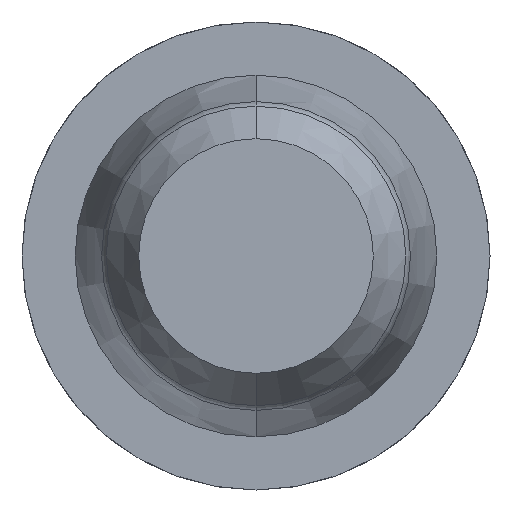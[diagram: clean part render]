
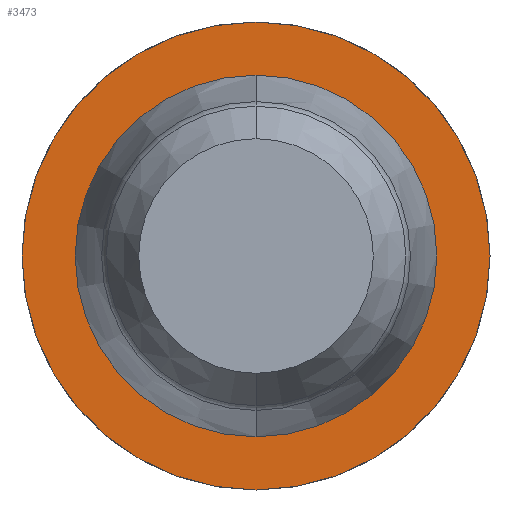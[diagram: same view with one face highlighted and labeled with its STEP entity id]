
A CAD part, front view. The second image highlights one B-rep face of the part: STEP entity #3473.
In plain terms, the highlighted planar face has unit normal (0, -1, 0).
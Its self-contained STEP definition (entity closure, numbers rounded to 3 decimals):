
#152 = CIRCLE ( 'NONE', #2685, 1.25 ) ;
#386 = ORIENTED_EDGE ( 'NONE', *, *, #3261, .T. ) ;
#533 = CARTESIAN_POINT ( 'NONE',  ( 1.25, -9., 0. ) ) ;
#871 = EDGE_LOOP ( 'NONE', ( #2237, #386 ) ) ;
#879 = CARTESIAN_POINT ( 'NONE',  ( 0., -9., 0. ) ) ;
#916 = ORIENTED_EDGE ( 'NONE', *, *, #1607, .F. ) ;
#971 = AXIS2_PLACEMENT_3D ( 'NONE', #1852, #1013, #2194 ) ;
#1013 = DIRECTION ( 'NONE',  ( 0., 1., 0. ) ) ;
#1053 = CARTESIAN_POINT ( 'NONE',  ( 0., -9., -0.966 ) ) ;
#1096 = CARTESIAN_POINT ( 'NONE',  ( 0., -9., -1.25 ) ) ;
#1193 = FACE_OUTER_BOUND ( 'NONE', #3110, .T. ) ;
#1209 = DIRECTION ( 'NONE',  ( 0., 1., 0. ) ) ;
#1412 = DIRECTION ( 'NONE',  ( 0., 1., 0. ) ) ;
#1469 = VERTEX_POINT ( 'NONE', #3779 ) ;
#1510 = DIRECTION ( 'NONE',  ( 0., 0., 1. ) ) ;
#1580 = ORIENTED_EDGE ( 'NONE', *, *, #1801, .F. ) ;
#1607 = EDGE_CURVE ( 'Defeature ausgef�hrt3_4+Defeature ausgef�hrt3_5+Defeature ausgef�hrt3_5+Defeature ausgef�hrt3_5', #1469, #1855, #152, .T. ) ;
#1681 = CARTESIAN_POINT ( 'NONE',  ( 0., -9., 0. ) ) ;
#1801 = EDGE_CURVE ( 'Defeature ausgef�hrt3_4+Defeature ausgef�hrt3_5+Defeature ausgef�hrt3_5+Defeature ausgef�hrt3_5', #1855, #1469, #2860, .T. ) ;
#1852 = CARTESIAN_POINT ( 'NONE',  ( 0., -9., 0. ) ) ;
#1855 = VERTEX_POINT ( 'NONE', #1096 ) ;
#1952 = DIRECTION ( 'NONE',  ( 0., 1., 0. ) ) ;
#2130 = FACE_BOUND ( 'NONE', #871, .T. ) ;
#2194 = DIRECTION ( 'NONE',  ( 0., 0., 1. ) ) ;
#2237 = ORIENTED_EDGE ( 'NONE', *, *, #3029, .T. ) ;
#2309 = VERTEX_POINT ( 'NONE', #1053 ) ;
#2419 = CARTESIAN_POINT ( 'NONE',  ( 0., -9., 0.966 ) ) ;
#2558 = DIRECTION ( 'NONE',  ( 0., 0., 1. ) ) ;
#2583 = VERTEX_POINT ( 'NONE', #2419 ) ;
#2588 = DIRECTION ( 'NONE',  ( 0., 0., 1. ) ) ;
#2659 = AXIS2_PLACEMENT_3D ( 'NONE', #1681, #1952, #2588 ) ;
#2685 = AXIS2_PLACEMENT_3D ( 'NONE', #879, #1209, #1510 ) ;
#2692 = AXIS2_PLACEMENT_3D ( 'NONE', #533, #1412, #2558 ) ;
#2737 = CIRCLE ( 'NONE', #971, 0.966 ) ;
#2796 = DIRECTION ( 'NONE',  ( 0., 1., 0. ) ) ;
#2852 = DIRECTION ( 'NONE',  ( 0., 0., 1. ) ) ;
#2860 = CIRCLE ( 'NONE', #3527, 1.25 ) ;
#3029 = EDGE_CURVE ( 'Defeature ausgef�hrt3_5+Defeature ausgef�hrt3_6+Defeature ausgef�hrt3_6+Defeature ausgef�hrt3_6', #2583, #2309, #3264, .T. ) ;
#3110 = EDGE_LOOP ( 'NONE', ( #916, #1580 ) ) ;
#3160 = PLANE ( 'NONE',  #2692 ) ;
#3261 = EDGE_CURVE ( 'Defeature ausgef�hrt3_5+Defeature ausgef�hrt3_6+Defeature ausgef�hrt3_6+Defeature ausgef�hrt3_6', #2309, #2583, #2737, .T. ) ;
#3264 = CIRCLE ( 'NONE', #2659, 0.966 ) ;
#3352 = CARTESIAN_POINT ( 'NONE',  ( 0., -9., 0. ) ) ;
#3473 = ADVANCED_FACE ( 'Defeature ausgef�hrt3_5', ( #1193, #2130 ), #3160, .F. ) ;
#3527 = AXIS2_PLACEMENT_3D ( 'NONE', #3352, #2796, #2852 ) ;
#3779 = CARTESIAN_POINT ( 'NONE',  ( 0., -9., 1.25 ) ) ;
